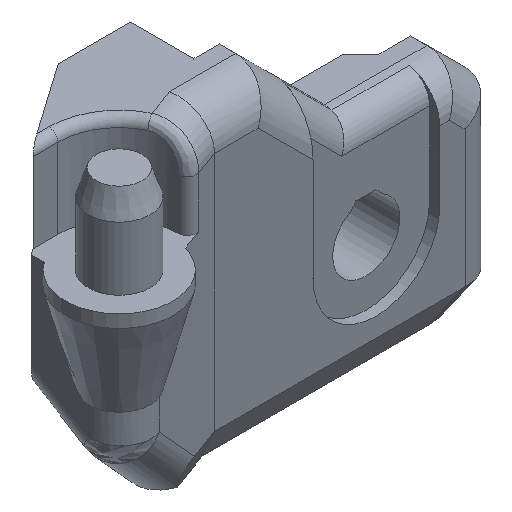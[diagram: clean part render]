
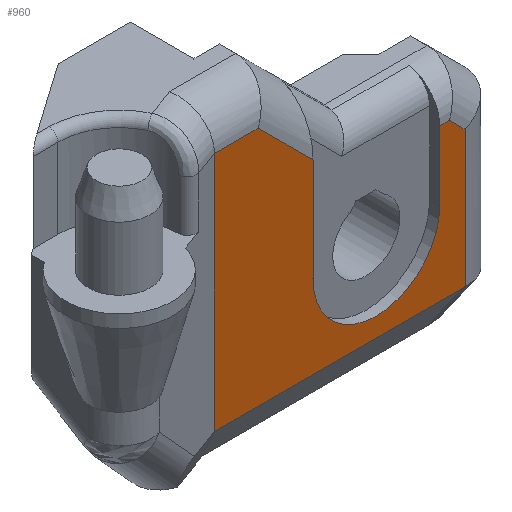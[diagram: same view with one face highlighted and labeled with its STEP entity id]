
A CAD part, isometric view. The second image highlights one B-rep face of the part: STEP entity #960.
In plain terms, the highlighted planar face has unit normal (0, -1, 0).
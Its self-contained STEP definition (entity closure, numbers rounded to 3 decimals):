
#34=PLANE('',#1052);
#84=FACE_OUTER_BOUND('',#139,.T.);
#139=EDGE_LOOP('',(#773,#774,#775,#776,#777,#778,#779,#780,#781,#782,#783));
#180=CIRCLE('',#1053,5.);
#212=LINE('',#1499,#309);
#215=LINE('',#1510,#312);
#226=LINE('',#1535,#323);
#228=LINE('',#1541,#325);
#230=LINE('',#1547,#327);
#235=LINE('',#1573,#332);
#256=LINE('',#1618,#353);
#258=LINE('',#1621,#355);
#259=LINE('',#1624,#356);
#309=VECTOR('',#1164,10.);
#312=VECTOR('',#1175,10.);
#323=VECTOR('',#1198,10.);
#325=VECTOR('',#1204,10.);
#327=VECTOR('',#1210,10.);
#332=VECTOR('',#1225,10.);
#353=VECTOR('',#1260,10.);
#355=VECTOR('',#1264,10.);
#356=VECTOR('',#1267,10.);
#397=ELLIPSE('',#1043,11.023,3.);
#431=VERTEX_POINT('',#1497);
#432=VERTEX_POINT('',#1498);
#436=VERTEX_POINT('',#1509);
#443=VERTEX_POINT('',#1532);
#444=VERTEX_POINT('',#1534);
#446=VERTEX_POINT('',#1540);
#448=VERTEX_POINT('',#1546);
#451=VERTEX_POINT('',#1563);
#454=VERTEX_POINT('',#1571);
#471=VERTEX_POINT('',#1617);
#472=VERTEX_POINT('',#1622);
#529=EDGE_CURVE('',#431,#432,#212,.T.);
#535=EDGE_CURVE('',#432,#436,#215,.T.);
#548=EDGE_CURVE('',#443,#444,#226,.T.);
#551=EDGE_CURVE('',#444,#446,#228,.T.);
#554=EDGE_CURVE('',#446,#448,#230,.T.);
#561=EDGE_CURVE('',#448,#451,#397,.T.);
#563=EDGE_CURVE('',#443,#454,#235,.T.);
#585=EDGE_CURVE('',#451,#471,#256,.T.);
#587=EDGE_CURVE('',#471,#431,#258,.T.);
#588=EDGE_CURVE('',#454,#472,#180,.T.);
#589=EDGE_CURVE('',#472,#436,#259,.T.);
#773=ORIENTED_EDGE('',*,*,#529,.F.);
#774=ORIENTED_EDGE('',*,*,#587,.F.);
#775=ORIENTED_EDGE('',*,*,#585,.F.);
#776=ORIENTED_EDGE('',*,*,#561,.F.);
#777=ORIENTED_EDGE('',*,*,#554,.F.);
#778=ORIENTED_EDGE('',*,*,#551,.F.);
#779=ORIENTED_EDGE('',*,*,#548,.F.);
#780=ORIENTED_EDGE('',*,*,#563,.T.);
#781=ORIENTED_EDGE('',*,*,#588,.T.);
#782=ORIENTED_EDGE('',*,*,#589,.T.);
#783=ORIENTED_EDGE('',*,*,#535,.F.);
#960=ADVANCED_FACE('',(#84),#34,.T.);
#1043=AXIS2_PLACEMENT_3D('',#1569,#1220,#1221);
#1052=AXIS2_PLACEMENT_3D('',#1620,#1262,#1263);
#1053=AXIS2_PLACEMENT_3D('',#1623,#1265,#1266);
#1164=DIRECTION('',(1.,0.,0.));
#1175=DIRECTION('',(0.707,0.,-0.707));
#1198=DIRECTION('',(1.,0.,0.));
#1204=DIRECTION('',(0.707,0.,-0.707));
#1210=DIRECTION('',(0.,0.,-1.));
#1220=DIRECTION('center_axis',(0.,1.,0.));
#1221=DIRECTION('ref_axis',(-0.707,0.,-0.707));
#1225=DIRECTION('',(0.,0.,-1.));
#1260=DIRECTION('',(-1.,0.,0.));
#1262=DIRECTION('center_axis',(0.,-1.,0.));
#1263=DIRECTION('ref_axis',(-1.,0.,0.));
#1264=DIRECTION('',(0.,0.,1.));
#1265=DIRECTION('center_axis',(0.,1.,0.));
#1266=DIRECTION('ref_axis',(1.,0.,0.));
#1267=DIRECTION('',(0.,0.,1.));
#1497=CARTESIAN_POINT('',(7.713,0.2,4.));
#1498=CARTESIAN_POINT('',(11.157,0.2,4.));
#1499=CARTESIAN_POINT('',(22.387,0.2,4.));
#1509=CARTESIAN_POINT('',(15.5,0.2,-0.343));
#1510=CARTESIAN_POINT('',(20.054,0.2,-4.896));
#1532=CARTESIAN_POINT('',(25.5,0.2,-3.));
#1534=CARTESIAN_POINT('',(26.257,0.2,-3.));
#1535=CARTESIAN_POINT('',(30.5,0.2,-3.));
#1540=CARTESIAN_POINT('',(27.5,0.2,-4.243));
#1541=CARTESIAN_POINT('',(26.879,0.2,-3.621));
#1546=CARTESIAN_POINT('',(27.5,0.2,-14.996));
#1547=CARTESIAN_POINT('',(27.5,0.2,0.));
#1563=CARTESIAN_POINT('',(27.372,0.2,-15.));
#1569=CARTESIAN_POINT('Origin',(34.335,0.2,-6.922));
#1571=CARTESIAN_POINT('',(25.5,0.2,-8.5));
#1573=CARTESIAN_POINT('',(25.5,0.2,-4.25));
#1617=CARTESIAN_POINT('',(7.713,0.2,-15.));
#1618=CARTESIAN_POINT('',(22.262,0.2,-15.));
#1620=CARTESIAN_POINT('Origin',(30.5,0.2,0.));
#1621=CARTESIAN_POINT('',(7.713,0.2,0.));
#1622=CARTESIAN_POINT('',(15.5,0.2,-8.5));
#1623=CARTESIAN_POINT('Origin',(20.5,0.2,-8.5));
#1624=CARTESIAN_POINT('',(15.5,0.2,3.5));
